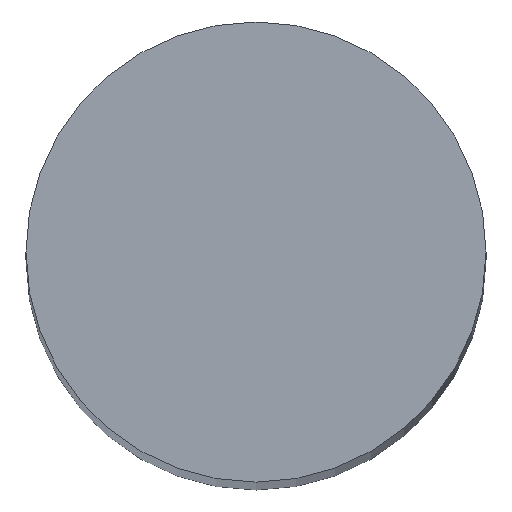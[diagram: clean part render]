
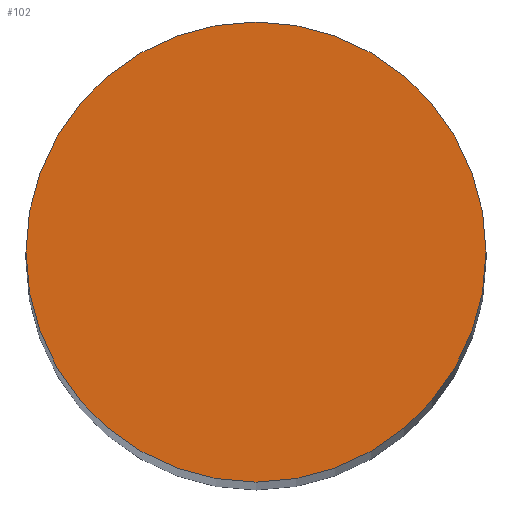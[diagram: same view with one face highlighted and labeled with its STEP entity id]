
A CAD part, top view. The second image highlights one B-rep face of the part: STEP entity #102.
In plain terms, the highlighted planar face has unit normal (0, 0, 1).
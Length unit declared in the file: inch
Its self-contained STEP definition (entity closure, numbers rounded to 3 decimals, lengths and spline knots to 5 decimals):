
#4 = CARTESIAN_POINT ( 'NONE',  ( 0., 0., 0. ) ) ;
#11 = CARTESIAN_POINT ( 'NONE',  ( 0., 0., 0. ) ) ;
#15 = CIRCLE ( 'NONE', #149, 0.5 ) ;
#21 = CARTESIAN_POINT ( 'NONE',  ( 0., 0., 0. ) ) ;
#24 = DIRECTION ( 'NONE',  ( 0., 0., 1. ) ) ;
#26 = EDGE_LOOP ( 'NONE', ( #137, #122 ) ) ;
#37 = AXIS2_PLACEMENT_3D ( 'NONE', #11, #120, #97 ) ;
#47 = EDGE_CURVE ( 'NONE', #55, #93, #15, .T. ) ;
#54 = AXIS2_PLACEMENT_3D ( 'NONE', #21, #24, #98 ) ;
#55 = VERTEX_POINT ( 'NONE', #109 ) ;
#81 = PLANE ( 'NONE',  #54 ) ;
#93 = VERTEX_POINT ( 'NONE', #118 ) ;
#97 = DIRECTION ( 'NONE',  ( -1., 0., 0. ) ) ;
#98 = DIRECTION ( 'NONE',  ( 1., 0., 0. ) ) ;
#102 = ADVANCED_FACE ( 'NONE', ( #113 ), #81, .T. ) ;
#109 = CARTESIAN_POINT ( 'NONE',  ( 0.5, 0., 0. ) ) ;
#113 = FACE_OUTER_BOUND ( 'NONE', #26, .T. ) ;
#118 = CARTESIAN_POINT ( 'NONE',  ( -0.5, 0., 0. ) ) ;
#120 = DIRECTION ( 'NONE',  ( 0., 0., -1. ) ) ;
#121 = EDGE_CURVE ( 'NONE', #93, #55, #134, .T. ) ;
#122 = ORIENTED_EDGE ( 'NONE', *, *, #47, .F. ) ;
#128 = DIRECTION ( 'NONE',  ( -1., 0., 0. ) ) ;
#134 = CIRCLE ( 'NONE', #37, 0.5 ) ;
#137 = ORIENTED_EDGE ( 'NONE', *, *, #121, .F. ) ;
#142 = DIRECTION ( 'NONE',  ( 0., 0., -1. ) ) ;
#149 = AXIS2_PLACEMENT_3D ( 'NONE', #4, #142, #128 ) ;
